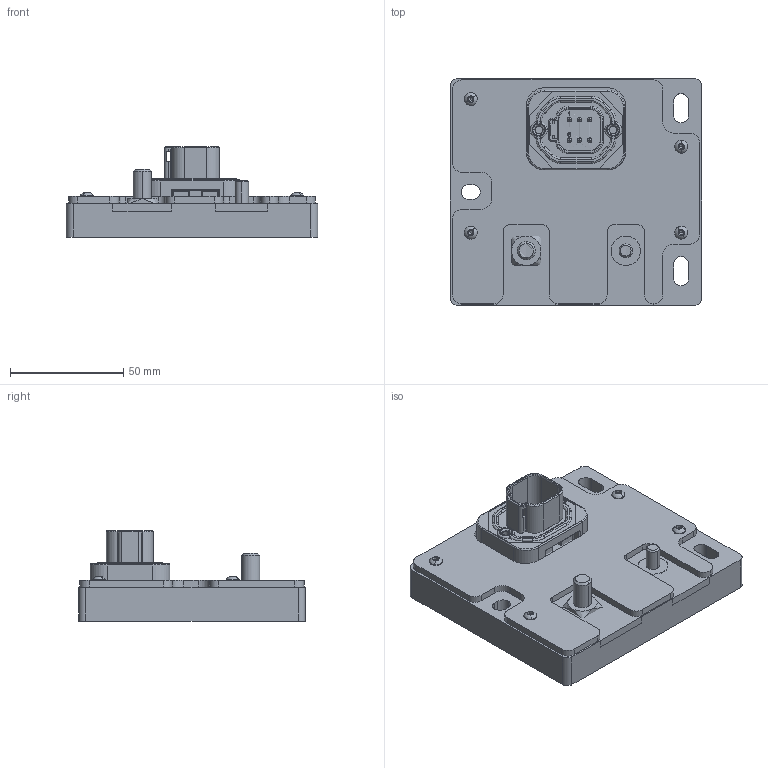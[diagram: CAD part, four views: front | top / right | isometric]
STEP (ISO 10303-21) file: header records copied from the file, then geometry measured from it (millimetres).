
FILE_DESCRIPTION (( 'STEP AP203' ), '1' );
FILE_NAME ('1000026915.STEP', '2024-01-23T08:50:23', ( '' ), ( '' ), 'SwSTEP 2.0', 'SolidWorks 2021', '' );
FILE_SCHEMA (( 'CONFIG_CONTROL_DESIGN' ));
Length unit declared in the file: millimetre
Products named in the file (16): 502269_7461098.stp; 20020_HCR_REV_C_20200923.stp; DT15-6P_99-1.stp; 502269_7460719.stp; COMPONENTS.stp; 1000018501_Verguss_f黵_Vertiefung; DT15-6P_99_Body.stp; DT15-6P_99_Seal.stp; 502296_7460719.stp; 503990_COV SSR 109x99x3 PC black; 502532_HSINK_HCR_111.00x100.00x15.00_Alu-Leg.; DT15-6P_99_Pins.stp; DT15-6P_99.stp; 7461098.stp; iso 7380 - m3 x 10 - 10n_ISO 7380 - M3 x 10 - 10N; 1000026915
Assembly tree (18 placements, depth 6):
  1000026915
    502532_HSINK_HCR_111.00x100.00x15.00_Alu-Leg.
    20020_HCR_REV_C_20200923.stp
      COMPONENTS.stp
        502269_7461098.stp
          7461098.stp
        502296_7460719.stp
          502269_7460719.stp
        DT15-6P_99.stp
          DT15-6P_99-1.stp
            DT15-6P_99_Body.stp
            DT15-6P_99_Pins.stp
            DT15-6P_99_Seal.stp
    1000018501_Verguss_f黵_Vertiefung
    iso 7380 - m3 x 10 - 10n_ISO 7380 - M3 x 10 - 10N  x4
    503990_COV SSR 109x99x3 PC black
Bounding box: 111 x 100 x 39.95 mm (x, y, z)
Volume: 184219.2 mm3; surface area: 79118.7 mm2
Topology: 17 solids, 17 shells, 1266 faces, 3086 edges, 1930 vertices
Faces by surface type: plane 811, cylinder 270, torus 117, cone 44, sphere 16, bspline 8
Entity records: 38663 total; most frequent: CARTESIAN_POINT 8416, DIRECTION 6027, ORIENTED_EDGE 5808, EDGE_CURVE 2904, VECTOR 2035, LINE 2035, AXIS2_PLACEMENT_3D 1996, VERTEX_POINT 1825
